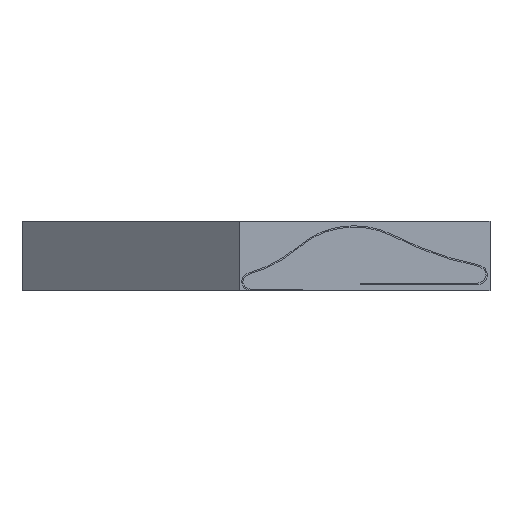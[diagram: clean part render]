
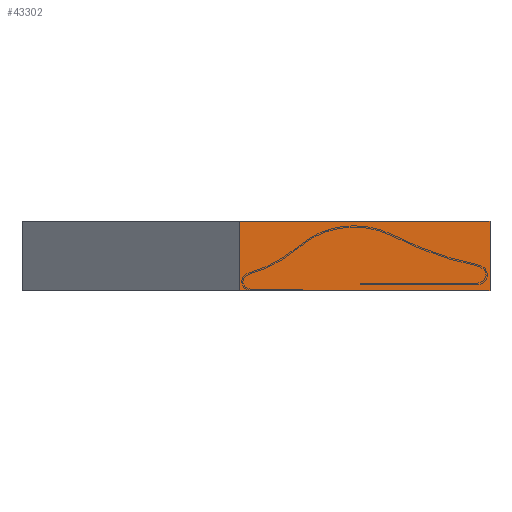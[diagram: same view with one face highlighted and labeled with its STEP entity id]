
A CAD part, left-side view. The second image highlights one B-rep face of the part: STEP entity #43302.
In plain terms, the highlighted face is planar.
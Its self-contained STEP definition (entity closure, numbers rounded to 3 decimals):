
#6195=ORIENTED_EDGE('',*,*,#21095,.F.);
#6196=ORIENTED_EDGE('',*,*,#21105,.F.);
#6197=ORIENTED_EDGE('',*,*,#21102,.F.);
#6198=ORIENTED_EDGE('',*,*,#21099,.F.);
#21095=EDGE_CURVE('',#28555,#28556,#33955,.T.);
#21099=EDGE_CURVE('',#28556,#28559,#33959,.T.);
#21102=EDGE_CURVE('',#28559,#28561,#33962,.T.);
#21105=EDGE_CURVE('',#28561,#28555,#33965,.T.);
#28555=VERTEX_POINT('',#56244);
#28556=VERTEX_POINT('',#56245);
#28559=VERTEX_POINT('',#56253);
#28561=VERTEX_POINT('',#56259);
#33955=LINE('',#56243,#36551);
#33959=LINE('',#56252,#36555);
#33962=LINE('',#56258,#36558);
#33965=LINE('',#56264,#36561);
#36551=VECTOR('',#47975,1000.);
#36555=VECTOR('',#47981,1000.);
#36558=VECTOR('',#47986,1000.);
#36561=VECTOR('',#47991,1000.);
#39152=EDGE_LOOP('',(#6195,#6196,#6197,#6198));
#40962=FACE_BOUND('',#39152,.T.);
#42772=PLANE('',#45140);
#43302=ADVANCED_FACE('',(#40962),#42772,.F.);
#45140=AXIS2_PLACEMENT_3D('',#56267,#47995,#47996);
#47975=DIRECTION('',(0.,0.,-1.));
#47981=DIRECTION('',(1.,0.,0.));
#47986=DIRECTION('',(0.,0.,1.));
#47991=DIRECTION('',(-1.,0.,0.));
#47995=DIRECTION('',(0.,-1.,0.));
#47996=DIRECTION('',(0.,0.,-1.));
#56243=CARTESIAN_POINT('',(-5.8,203.92,1.6));
#56244=CARTESIAN_POINT('',(-5.8,203.92,1.6));
#56245=CARTESIAN_POINT('',(-5.8,203.92,-1.6));
#56252=CARTESIAN_POINT('',(-5.8,203.92,-1.6));
#56253=CARTESIAN_POINT('',(5.8,203.92,-1.6));
#56258=CARTESIAN_POINT('',(5.8,203.92,-1.6));
#56259=CARTESIAN_POINT('',(5.8,203.92,1.6));
#56264=CARTESIAN_POINT('',(5.8,203.92,1.6));
#56267=CARTESIAN_POINT('',(0.,203.92,0.));
